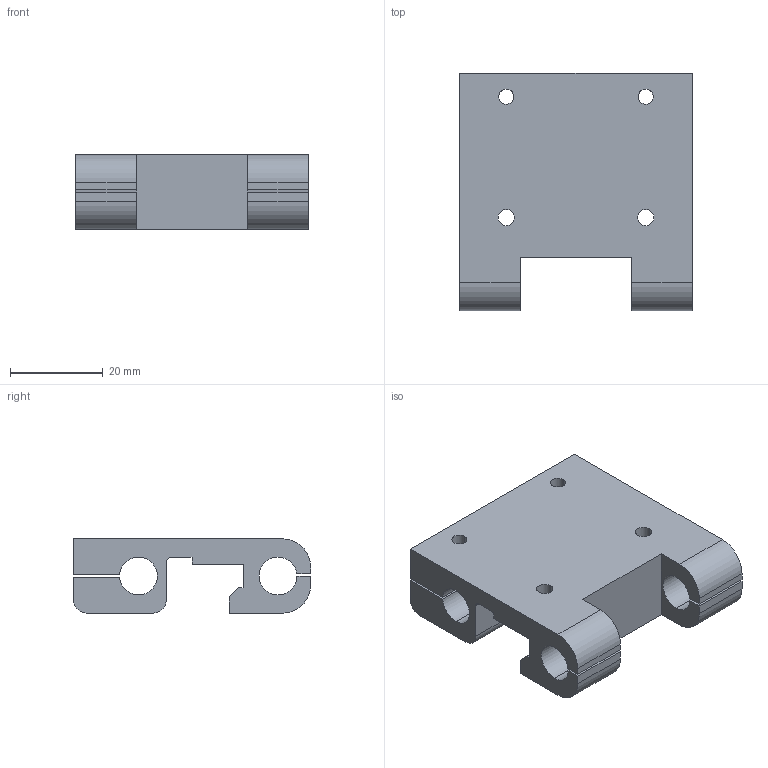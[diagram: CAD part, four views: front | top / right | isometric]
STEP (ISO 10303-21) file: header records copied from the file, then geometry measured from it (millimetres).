
FILE_DESCRIPTION (( 'STEP AP203' ), '1' );
FILE_NAME ('x_carriage.STEP', '2012-11-28T03:55:27', ( 'LVG' ), ( 'MouseComputer PC' ), 'SwSTEP 2.0', 'SolidWorks 2011', '' );
FILE_SCHEMA (( 'CONFIG_CONTROL_DESIGN' ));
Length unit declared in the file: millimetre
Products named in the file (1): x_carriage
Bounding box: 50 x 51 x 16 mm (x, y, z)
Volume: 19987 mm3; surface area: 11232.6 mm2
Topology: 1 solids, 1 shells, 73 faces, 209 edges, 138 vertices
Faces by surface type: plane 39, cylinder 34
Entity records: 2504 total; most frequent: DIRECTION 429, CARTESIAN_POINT 421, ORIENTED_EDGE 418, EDGE_CURVE 209, AXIS2_PLACEMENT_3D 146, VERTEX_POINT 138, VECTOR 137, LINE 137
